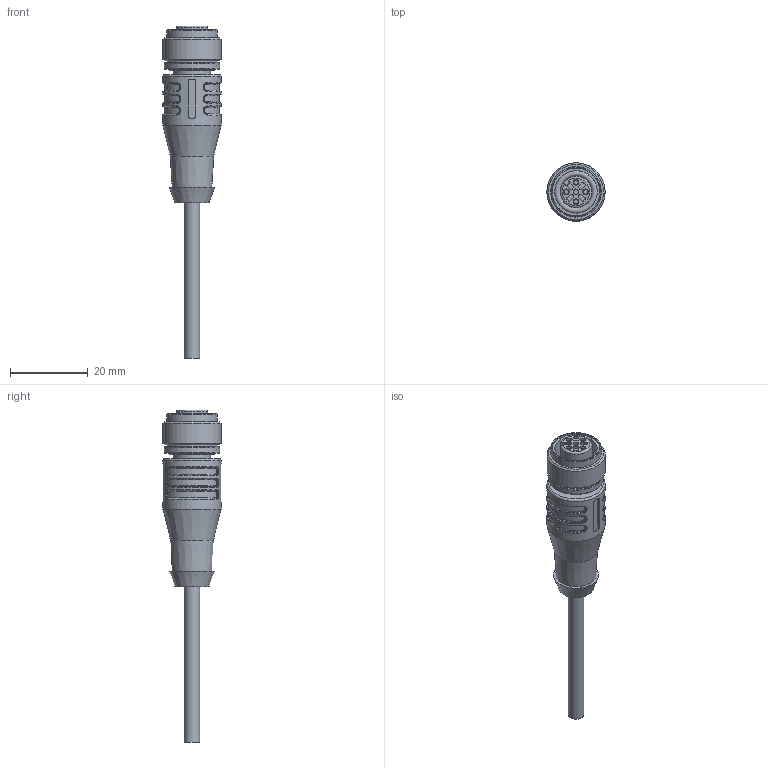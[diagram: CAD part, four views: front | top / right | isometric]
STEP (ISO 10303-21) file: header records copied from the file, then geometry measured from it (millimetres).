
FILE_DESCRIPTION(/* description */ (''),/* implementation_level */ '2;1');
FILE_NAME(/* name */ 'HT-WAK4_5_stp.stp',/* time_stamp */ '2016-05-20T13:21:57+02:00',/* author */ (''),/* organization */ (''),/* preprocessor_version */ 'ST-DEVELOPER v16',/* originating_system */ 'SIEMENS PLM Software NX 10.0',/* authorisation */ '');
FILE_SCHEMA (('AUTOMOTIVE_DESIGN { 1 0 10303 214 3 1 1 1 }'));
Length unit declared in the file: millimetre
Products named in the file (1): HT-WAK4_5_stp
Bounding box: 15 x 15 x 85.5 mm (x, y, z)
Surface area: 3421.7 mm2 (no closed solid volume)
Topology: 0 solids, 1 shells, 194 faces, 448 edges, 283 vertices
Faces by surface type: cylinder 69, plane 59, bspline 54, cone 7, torus 5
Full cylindrical faces by diameter (mm): 1.15 x5, 1.5 x5, 4 x1, 9.6 x1, 10.95 x1, 12.3 x1, 13 x2, 14.25 x1, 15 x2
Entity records: 6319 total; most frequent: CARTESIAN_POINT 2830, ORIENTED_EDGE 792, DIRECTION 576, EDGE_CURVE 396, VERTEX_POINT 265, AXIS2_PLACEMENT_3D 256, EDGE_LOOP 255, ADVANCED_FACE 194
